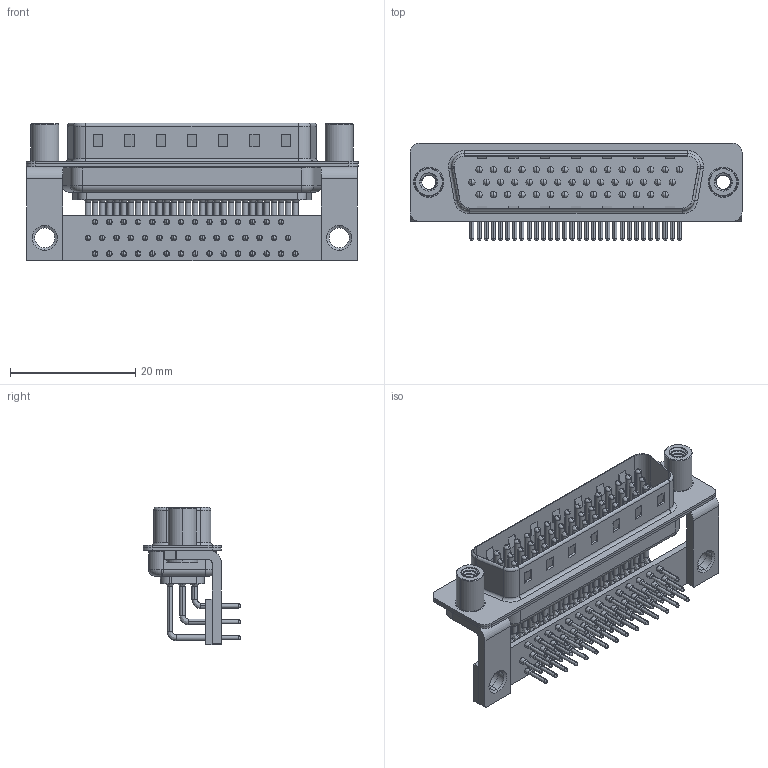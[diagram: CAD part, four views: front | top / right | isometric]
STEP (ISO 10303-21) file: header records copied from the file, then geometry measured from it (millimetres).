
FILE_DESCRIPTION (( 'STEP AP203' ), '1' );
FILE_NAME ('633-M44-363-BT6.STEP', '2018-09-28T01:06:24', ( '' ), ( '' ), 'SwSTEP 2.0', 'SolidWorks 2016', '' );
FILE_SCHEMA (( 'CONFIG_CONTROL_DESIGN' ));
Length unit declared in the file: millimetre
Products named in the file (10): 633M 4-40 Threaded Standoff; 633M Stabilizer Board_44 Contacts; 633M Housing_44 Contacts; 633-M44-363-BT6; 633M Shell Front_44 Contacts; 633M Shell Rear_44 Contacts; 633M Contact Row 1; 633M Contact Row 2; 633M Contact Row 3; 633M Stabilizer Bracket
Assembly tree (52 placements, depth 2):
  633-M44-363-BT6
    633M Housing_44 Contacts
    633M Shell Front_44 Contacts
    633M Shell Rear_44 Contacts
    633M Contact Row 1  x15
    633M Contact Row 2  x15
    633M Contact Row 3  x14
    633M Stabilizer Bracket  x2
    633M 4-40 Threaded Standoff  x2
    633M Stabilizer Board_44 Contacts
Bounding box: 53.05 x 15.6 x 22 mm (x, y, z)
Volume: 3882.5 mm3; surface area: 11931.8 mm2
Topology: 52 solids, 52 shells, 5404 faces, 15161 edges, 9874 vertices
Faces by surface type: plane 3015, cylinder 1873, bspline 270, cone 190, torus 56
Entity records: 39944 total; most frequent: CARTESIAN_POINT 8294, DIRECTION 6479, ORIENTED_EDGE 5890, EDGE_CURVE 2945, AXIS2_PLACEMENT_3D 2437, VERTEX_POINT 1923, LINE 1605, VECTOR 1605
